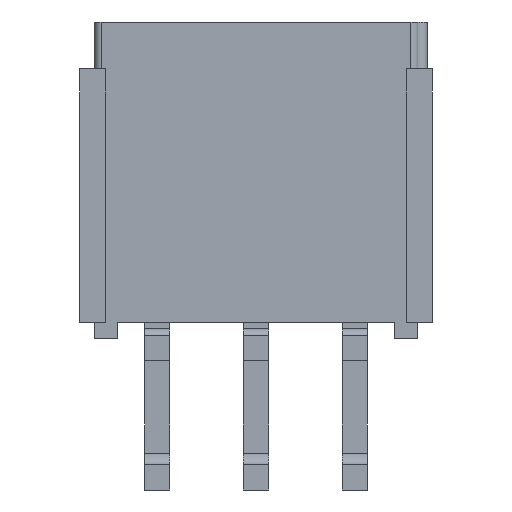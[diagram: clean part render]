
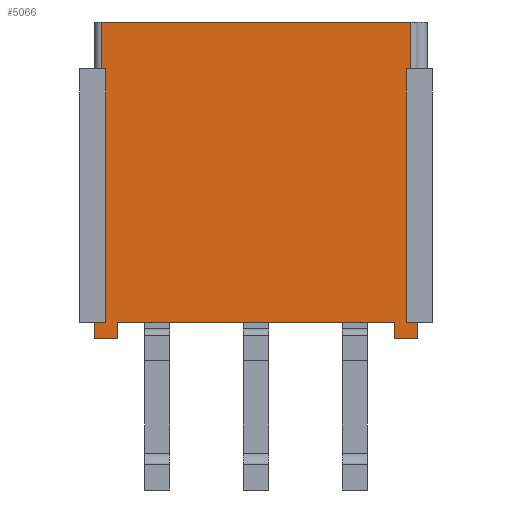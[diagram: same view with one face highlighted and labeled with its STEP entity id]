
A CAD part, front view. The second image highlights one B-rep face of the part: STEP entity #5066.
In plain terms, the highlighted planar face has unit normal (0, -1, 0).
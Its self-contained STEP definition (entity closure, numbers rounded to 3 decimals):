
#18 = ORIENTED_EDGE ( 'NONE', *, *, #1996, .F. ) ;
#54 = VERTEX_POINT ( 'NONE', #768 ) ;
#62 = DIRECTION ( 'NONE',  ( -1., 0., 0. ) ) ;
#116 = VERTEX_POINT ( 'NONE', #171 ) ;
#118 = VECTOR ( 'NONE', #5166, 1000. ) ;
#128 = DIRECTION ( 'NONE',  ( 0., 0., 1. ) ) ;
#129 = LINE ( 'NONE', #4169, #4904 ) ;
#130 = LINE ( 'NONE', #2131, #823 ) ;
#164 = VECTOR ( 'NONE', #3752, 1000. ) ;
#171 = CARTESIAN_POINT ( 'NONE',  ( 6.9, 0.4, -12.8 ) ) ;
#186 = LINE ( 'NONE', #583, #4965 ) ;
#195 = LINE ( 'NONE', #3022, #5943 ) ;
#222 = LINE ( 'NONE', #1425, #1291 ) ;
#239 = VECTOR ( 'NONE', #2673, 1000. ) ;
#271 = VERTEX_POINT ( 'NONE', #4711 ) ;
#279 = VERTEX_POINT ( 'NONE', #930 ) ;
#499 = ORIENTED_EDGE ( 'NONE', *, *, #1854, .T. ) ;
#532 = VECTOR ( 'NONE', #62, 1000. ) ;
#580 = CARTESIAN_POINT ( 'NONE',  ( 6.6, 0.4, -2. ) ) ;
#583 = CARTESIAN_POINT ( 'NONE',  ( -6.4, 0.4, -12.8 ) ) ;
#603 = LINE ( 'NONE', #3339, #1316 ) ;
#653 = ORIENTED_EDGE ( 'NONE', *, *, #4378, .F. ) ;
#681 = EDGE_CURVE ( 'NONE', #2105, #5436, #3497, .T. ) ;
#692 = ORIENTED_EDGE ( 'NONE', *, *, #5885, .T. ) ;
#697 = CARTESIAN_POINT ( 'NONE',  ( 6.6, 0.4, -2. ) ) ;
#718 = CARTESIAN_POINT ( 'NONE',  ( 5.9, 0.4, -12.8 ) ) ;
#768 = CARTESIAN_POINT ( 'NONE',  ( -6.6, 0.4, -2. ) ) ;
#823 = VECTOR ( 'NONE', #2110, 1000. ) ;
#880 = CARTESIAN_POINT ( 'NONE',  ( -6.9, 0.4, -12.8 ) ) ;
#930 = CARTESIAN_POINT ( 'NONE',  ( -6.4, 0.4, -12.8 ) ) ;
#1200 = CARTESIAN_POINT ( 'NONE',  ( -5.9, 0.4, -13.5 ) ) ;
#1207 = LINE ( 'NONE', #2001, #1871 ) ;
#1221 = ORIENTED_EDGE ( 'NONE', *, *, #3020, .F. ) ;
#1237 = CARTESIAN_POINT ( 'NONE',  ( -6.9, 0.4, -13.5 ) ) ;
#1291 = VECTOR ( 'NONE', #5522, 1000. ) ;
#1316 = VECTOR ( 'NONE', #1365, 1000. ) ;
#1365 = DIRECTION ( 'NONE',  ( -1., 0., 0. ) ) ;
#1394 = VERTEX_POINT ( 'NONE', #697 ) ;
#1425 = CARTESIAN_POINT ( 'NONE',  ( 6.9, 0.4, -12.8 ) ) ;
#1441 = CARTESIAN_POINT ( 'NONE',  ( 6.6, 0.4, -2. ) ) ;
#1466 = DIRECTION ( 'NONE',  ( -1., 0., 0. ) ) ;
#1489 = CARTESIAN_POINT ( 'NONE',  ( -5.9, 0.4, -12.8 ) ) ;
#1509 = DIRECTION ( 'NONE',  ( 0., 0., -1. ) ) ;
#1699 = VERTEX_POINT ( 'NONE', #4869 ) ;
#1816 = VECTOR ( 'NONE', #5236, 1000. ) ;
#1854 = EDGE_CURVE ( 'NONE', #4741, #2905, #129, .T. ) ;
#1871 = VECTOR ( 'NONE', #3863, 1000. ) ;
#1913 = EDGE_CURVE ( 'NONE', #116, #1699, #4411, .T. ) ;
#1996 = EDGE_CURVE ( 'NONE', #279, #5559, #186, .T. ) ;
#2001 = CARTESIAN_POINT ( 'NONE',  ( -5.9, 0.4, -13.5 ) ) ;
#2014 = CARTESIAN_POINT ( 'NONE',  ( 5.9, 0.4, -12.8 ) ) ;
#2081 = EDGE_CURVE ( 'NONE', #5559, #54, #195, .T. ) ;
#2105 = VERTEX_POINT ( 'NONE', #3004 ) ;
#2110 = DIRECTION ( 'NONE',  ( 0., 0., -1. ) ) ;
#2131 = CARTESIAN_POINT ( 'NONE',  ( -6.9, 0.4, -12.8 ) ) ;
#2188 = CARTESIAN_POINT ( 'NONE',  ( 6.9, 0.4, -13.5 ) ) ;
#2299 = VERTEX_POINT ( 'NONE', #2188 ) ;
#2366 = DIRECTION ( 'NONE',  ( 0., 0., -1. ) ) ;
#2440 = LINE ( 'NONE', #718, #239 ) ;
#2442 = LINE ( 'NONE', #5175, #5929 ) ;
#2458 = ORIENTED_EDGE ( 'NONE', *, *, #2708, .F. ) ;
#2498 = DIRECTION ( 'NONE',  ( -1., 0., 0. ) ) ;
#2507 = LINE ( 'NONE', #580, #1816 ) ;
#2533 = DIRECTION ( 'NONE',  ( -1., 0., 0. ) ) ;
#2593 = CARTESIAN_POINT ( 'NONE',  ( 5.9, 0.4, -13.5 ) ) ;
#2673 = DIRECTION ( 'NONE',  ( -1., 0., 0. ) ) ;
#2708 = EDGE_CURVE ( 'NONE', #4205, #4788, #2442, .T. ) ;
#2905 = VERTEX_POINT ( 'NONE', #2593 ) ;
#3004 = CARTESIAN_POINT ( 'NONE',  ( 6.6, 0.4, 0. ) ) ;
#3005 = ORIENTED_EDGE ( 'NONE', *, *, #5703, .F. ) ;
#3020 = EDGE_CURVE ( 'NONE', #4741, #4205, #2440, .T. ) ;
#3022 = CARTESIAN_POINT ( 'NONE',  ( -6.4, 0.4, -2. ) ) ;
#3162 = DIRECTION ( 'NONE',  ( 0., -1., 0. ) ) ;
#3194 = VERTEX_POINT ( 'NONE', #880 ) ;
#3309 = VECTOR ( 'NONE', #2498, 1000. ) ;
#3339 = CARTESIAN_POINT ( 'NONE',  ( 6.9, 0.4, -13.5 ) ) ;
#3343 = EDGE_CURVE ( 'NONE', #1394, #2105, #2507, .T. ) ;
#3497 = LINE ( 'NONE', #3823, #4724 ) ;
#3524 = VECTOR ( 'NONE', #4883, 1000. ) ;
#3623 = CARTESIAN_POINT ( 'NONE',  ( -6.4, 0.4, -2. ) ) ;
#3711 = DIRECTION ( 'NONE',  ( 0., 0., -1. ) ) ;
#3726 = AXIS2_PLACEMENT_3D ( 'NONE', #4159, #3162, #3711 ) ;
#3752 = DIRECTION ( 'NONE',  ( 0., 0., 1. ) ) ;
#3774 = FACE_OUTER_BOUND ( 'NONE', #5270, .T. ) ;
#3823 = CARTESIAN_POINT ( 'NONE',  ( 6.6, 0.4, 0. ) ) ;
#3850 = EDGE_CURVE ( 'NONE', #54, #5436, #4731, .T. ) ;
#3854 = CARTESIAN_POINT ( 'NONE',  ( 6.9, 0.4, -12.8 ) ) ;
#3863 = DIRECTION ( 'NONE',  ( -1., 0., 0. ) ) ;
#3871 = ORIENTED_EDGE ( 'NONE', *, *, #3850, .F. ) ;
#4096 = EDGE_CURVE ( 'NONE', #116, #2299, #222, .T. ) ;
#4159 = CARTESIAN_POINT ( 'NONE',  ( 6.9, 0.4, 0. ) ) ;
#4169 = CARTESIAN_POINT ( 'NONE',  ( 5.9, 0.4, -12.8 ) ) ;
#4180 = LINE ( 'NONE', #4358, #3309 ) ;
#4191 = ORIENTED_EDGE ( 'NONE', *, *, #4096, .F. ) ;
#4195 = ORIENTED_EDGE ( 'NONE', *, *, #5981, .F. ) ;
#4201 = ORIENTED_EDGE ( 'NONE', *, *, #5730, .F. ) ;
#4205 = VERTEX_POINT ( 'NONE', #1489 ) ;
#4225 = CARTESIAN_POINT ( 'NONE',  ( -6.6, 0.4, -2. ) ) ;
#4358 = CARTESIAN_POINT ( 'NONE',  ( -6.4, 0.4, -12.8 ) ) ;
#4378 = EDGE_CURVE ( 'NONE', #4788, #4941, #1207, .T. ) ;
#4411 = LINE ( 'NONE', #3854, #118 ) ;
#4452 = CARTESIAN_POINT ( 'NONE',  ( -6.6, 0.4, 0. ) ) ;
#4470 = ORIENTED_EDGE ( 'NONE', *, *, #2081, .F. ) ;
#4539 = LINE ( 'NONE', #1441, #532 ) ;
#4711 = CARTESIAN_POINT ( 'NONE',  ( 6.4, 0.4, -2. ) ) ;
#4724 = VECTOR ( 'NONE', #1466, 1000. ) ;
#4731 = LINE ( 'NONE', #4225, #164 ) ;
#4741 = VERTEX_POINT ( 'NONE', #2014 ) ;
#4749 = LINE ( 'NONE', #5796, #3524 ) ;
#4788 = VERTEX_POINT ( 'NONE', #1200 ) ;
#4869 = CARTESIAN_POINT ( 'NONE',  ( 6.4, 0.4, -12.8 ) ) ;
#4883 = DIRECTION ( 'NONE',  ( 0., 0., -1. ) ) ;
#4904 = VECTOR ( 'NONE', #2366, 1000. ) ;
#4941 = VERTEX_POINT ( 'NONE', #1237 ) ;
#4965 = VECTOR ( 'NONE', #128, 1000. ) ;
#4986 = ORIENTED_EDGE ( 'NONE', *, *, #681, .T. ) ;
#5008 = ORIENTED_EDGE ( 'NONE', *, *, #3343, .T. ) ;
#5041 = ORIENTED_EDGE ( 'NONE', *, *, #1913, .T. ) ;
#5066 = ADVANCED_FACE ( 'NONE', ( #3774 ), #5884, .T. ) ;
#5089 = ORIENTED_EDGE ( 'NONE', *, *, #5344, .T. ) ;
#5166 = DIRECTION ( 'NONE',  ( -1., 0., 0. ) ) ;
#5175 = CARTESIAN_POINT ( 'NONE',  ( -5.9, 0.4, -12.8 ) ) ;
#5236 = DIRECTION ( 'NONE',  ( 0., 0., 1. ) ) ;
#5270 = EDGE_LOOP ( 'NONE', ( #3005, #5008, #4986, #3871, #4470, #18, #692, #5089, #653, #2458, #1221, #499, #4201, #4191, #5041, #4195 ) ) ;
#5344 = EDGE_CURVE ( 'NONE', #3194, #4941, #130, .T. ) ;
#5436 = VERTEX_POINT ( 'NONE', #4452 ) ;
#5522 = DIRECTION ( 'NONE',  ( 0., 0., -1. ) ) ;
#5559 = VERTEX_POINT ( 'NONE', #3623 ) ;
#5703 = EDGE_CURVE ( 'NONE', #1394, #271, #4539, .T. ) ;
#5730 = EDGE_CURVE ( 'NONE', #2299, #2905, #603, .T. ) ;
#5796 = CARTESIAN_POINT ( 'NONE',  ( 6.4, 0.4, -2. ) ) ;
#5884 = PLANE ( 'NONE',  #3726 ) ;
#5885 = EDGE_CURVE ( 'NONE', #279, #3194, #4180, .T. ) ;
#5929 = VECTOR ( 'NONE', #1509, 1000. ) ;
#5943 = VECTOR ( 'NONE', #2533, 1000. ) ;
#5981 = EDGE_CURVE ( 'NONE', #271, #1699, #4749, .T. ) ;
